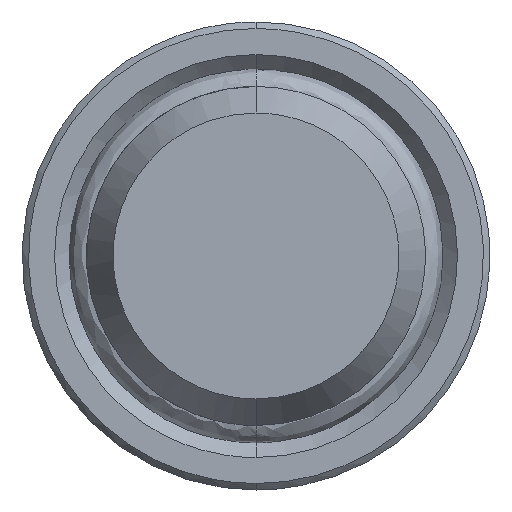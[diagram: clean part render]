
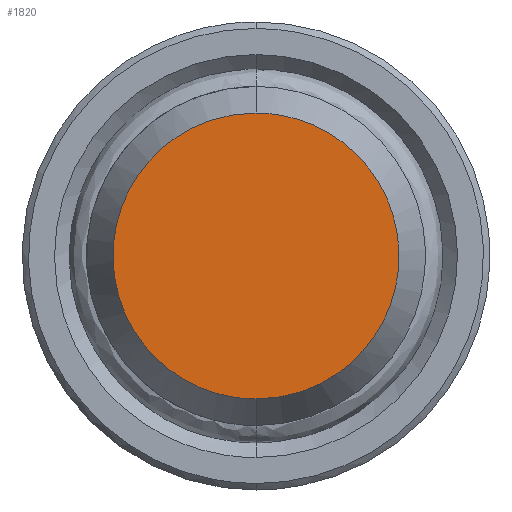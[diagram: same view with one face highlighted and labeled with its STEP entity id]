
A CAD part, front view. The second image highlights one B-rep face of the part: STEP entity #1820.
In plain terms, the highlighted free-form (B-spline) face has degree [1, 1] with [2, 2] control points.
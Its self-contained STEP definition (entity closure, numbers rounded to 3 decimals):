
#10 = B_SPLINE_CURVE_WITH_KNOTS ( 'NONE', 3,
 ( #1294, #1573, #1851, #430, #891, #1029, #716, #1558, #703, #1429, #1868, #1274, #981, #854, #1412, #990, #1151, #94 ),
 .UNSPECIFIED., .F., .F.,
 ( 4, 2, 2, 2, 2, 2, 2, 2, 4 ),
 ( 0., 0.393, 0.785, 1.178, 1.571, 1.963, 2.356, 2.749, 3.142 ),
 .UNSPECIFIED. ) ;
#46 = EDGE_CURVE ( 'NONE', #931, #1468, #10, .T. ) ;
#94 = CARTESIAN_POINT ( 'NONE',  ( 0., 0., -5.5 ) ) ;
#133 = CARTESIAN_POINT ( 'NONE',  ( 5.5, 0., 0.722 ) ) ;
#149 = EDGE_LOOP ( 'NONE', ( #280, #1402 ) ) ;
#280 = ORIENTED_EDGE ( 'NONE', *, *, #46, .T. ) ;
#295 = CARTESIAN_POINT ( 'NONE',  ( 5.358, 0., 1.437 ) ) ;
#309 = CARTESIAN_POINT ( 'NONE',  ( 2.772, 0., -4.805 ) ) ;
#420 = CARTESIAN_POINT ( 'NONE',  ( 0.722, 0., -5.5 ) ) ;
#430 = CARTESIAN_POINT ( 'NONE',  ( -2.772, 0., 4.805 ) ) ;
#703 = CARTESIAN_POINT ( 'NONE',  ( -5.5, 0., 0.722 ) ) ;
#716 = CARTESIAN_POINT ( 'NONE',  ( -4.805, 0., 2.772 ) ) ;
#729 = CARTESIAN_POINT ( 'NONE',  ( 1.437, 0., 5.358 ) ) ;
#752 = CARTESIAN_POINT ( 'NONE',  ( 4.4, 0., 3.378 ) ) ;
#825 = CARTESIAN_POINT ( 'NONE',  ( -5.566, 0., 5.566 ) ) ;
#854 = CARTESIAN_POINT ( 'NONE',  ( -3.378, 0., -4.4 ) ) ;
#868 = CARTESIAN_POINT ( 'NONE',  ( 2.772, 0., 4.805 ) ) ;
#875 = CARTESIAN_POINT ( 'NONE',  ( 4.4, 0., -3.378 ) ) ;
#879 = CARTESIAN_POINT ( 'NONE',  ( 3.378, 0., -4.4 ) ) ;
#891 = CARTESIAN_POINT ( 'NONE',  ( -3.378, 0., 4.4 ) ) ;
#893 = CARTESIAN_POINT ( 'NONE',  ( 1.437, 0., -5.358 ) ) ;
#931 = VERTEX_POINT ( 'NONE', #1360 ) ;
#981 = CARTESIAN_POINT ( 'NONE',  ( -4.4, 0., -3.378 ) ) ;
#982 = FACE_OUTER_BOUND ( 'NONE', #149, .T. ) ;
#988 = CARTESIAN_POINT ( 'NONE',  ( 0., 0., -5.5 ) ) ;
#990 = CARTESIAN_POINT ( 'NONE',  ( -1.437, 0., -5.358 ) ) ;
#1015 = CARTESIAN_POINT ( 'NONE',  ( 5.358, 0., -1.437 ) ) ;
#1023 = CARTESIAN_POINT ( 'NONE',  ( 0., 0., 5.5 ) ) ;
#1029 = CARTESIAN_POINT ( 'NONE',  ( -4.4, 0., 3.378 ) ) ;
#1082 = B_SPLINE_SURFACE_WITH_KNOTS ( 'NONE', 1, 1, ( 
 ( #825, #1084 ),
 ( #1236, #1829 ) ),
 .UNSPECIFIED., .F., .F., .F.,
 ( 2, 2 ),
 ( 2, 2 ),
 ( 0., 1. ),
 ( 0., 1. ),
 .UNSPECIFIED. ) ;
#1084 = CARTESIAN_POINT ( 'NONE',  ( 5.566, 0., 5.566 ) ) ;
#1151 = CARTESIAN_POINT ( 'NONE',  ( -0.722, 0., -5.5 ) ) ;
#1171 = CARTESIAN_POINT ( 'NONE',  ( 5.5, 0., -0.722 ) ) ;
#1236 = CARTESIAN_POINT ( 'NONE',  ( -5.566, 0., -5.566 ) ) ;
#1274 = CARTESIAN_POINT ( 'NONE',  ( -4.805, 0., -2.772 ) ) ;
#1294 = CARTESIAN_POINT ( 'NONE',  ( 0., 0., 5.5 ) ) ;
#1312 = CARTESIAN_POINT ( 'NONE',  ( 4.805, 0., -2.772 ) ) ;
#1360 = CARTESIAN_POINT ( 'NONE',  ( 0., 0., 5.5 ) ) ;
#1402 = ORIENTED_EDGE ( 'NONE', *, *, #1449, .T. ) ;
#1412 = CARTESIAN_POINT ( 'NONE',  ( -2.772, 0., -4.805 ) ) ;
#1429 = CARTESIAN_POINT ( 'NONE',  ( -5.5, 0., -0.722 ) ) ;
#1449 = EDGE_CURVE ( 'NONE', #1468, #931, #1600, .T. ) ;
#1463 = CARTESIAN_POINT ( 'NONE',  ( 0.722, 0., 5.5 ) ) ;
#1468 = VERTEX_POINT ( 'NONE', #1897 ) ;
#1558 = CARTESIAN_POINT ( 'NONE',  ( -5.358, 0., 1.437 ) ) ;
#1573 = CARTESIAN_POINT ( 'NONE',  ( -0.722, 0., 5.5 ) ) ;
#1600 = B_SPLINE_CURVE_WITH_KNOTS ( 'NONE', 3,
 ( #988, #420, #893, #309, #879, #875, #1312, #1015, #1171, #133, #295, #1745, #752, #1901, #868, #729, #1463, #1023 ),
 .UNSPECIFIED., .F., .F.,
 ( 4, 2, 2, 2, 2, 2, 2, 2, 4 ),
 ( 0., 0.393, 0.785, 1.178, 1.571, 1.963, 2.356, 2.749, 3.142 ),
 .UNSPECIFIED. ) ;
#1745 = CARTESIAN_POINT ( 'NONE',  ( 4.805, 0., 2.772 ) ) ;
#1820 = ADVANCED_FACE ( 'NONE', ( #982 ), #1082, .T. ) ;
#1829 = CARTESIAN_POINT ( 'NONE',  ( 5.566, 0., -5.566 ) ) ;
#1851 = CARTESIAN_POINT ( 'NONE',  ( -1.437, 0., 5.358 ) ) ;
#1868 = CARTESIAN_POINT ( 'NONE',  ( -5.358, 0., -1.437 ) ) ;
#1897 = CARTESIAN_POINT ( 'NONE',  ( 0., 0., -5.5 ) ) ;
#1901 = CARTESIAN_POINT ( 'NONE',  ( 3.378, 0., 4.4 ) ) ;
